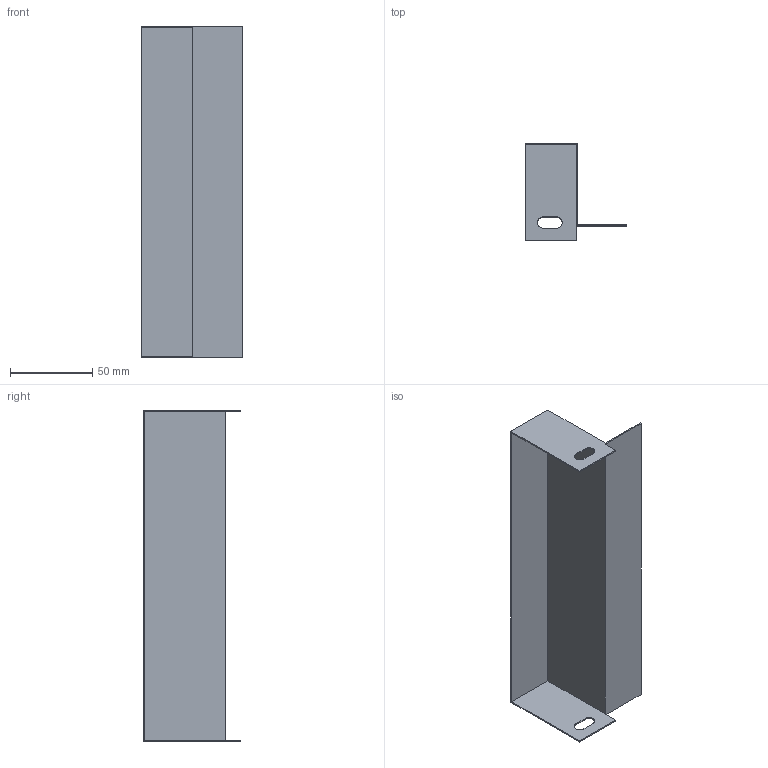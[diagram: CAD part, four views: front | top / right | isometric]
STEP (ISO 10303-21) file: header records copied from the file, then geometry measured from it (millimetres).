
FILE_DESCRIPTION (( 'STEP AP203' ), '1' );
FILE_NAME ('CLP1H-050-100-200 Ïåðåõîäíèê ïî âûñîòå 50õ100B200.STEP', '2016-03-17T11:33:20', ( '' ), ( '' ), 'SwSTEP 2.0', 'SolidWorks 2014', '' );
FILE_SCHEMA (( 'CONFIG_CONTROL_DESIGN' ));
Length unit declared in the file: millimetre
Products named in the file (1): CLP1H-050-100-200 Ïåðåõîäíèê ïî âûñîòå 50õ100B200
Bounding box: 61.8 x 59.1 x 201.6 mm (x, y, z)
Volume: 20658.7 mm3; surface area: 52236.7 mm2
Topology: 1 solids, 1 shells, 26 faces, 68 edges, 44 vertices
Faces by surface type: plane 22, cylinder 4
Entity records: 873 total; most frequent: CARTESIAN_POINT 139, ORIENTED_EDGE 136, DIRECTION 130, EDGE_CURVE 68, VECTOR 60, LINE 60, VERTEX_POINT 44, AXIS2_PLACEMENT_3D 35
